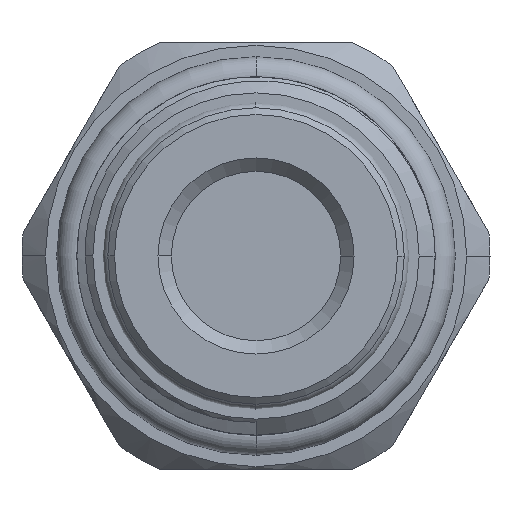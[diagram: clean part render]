
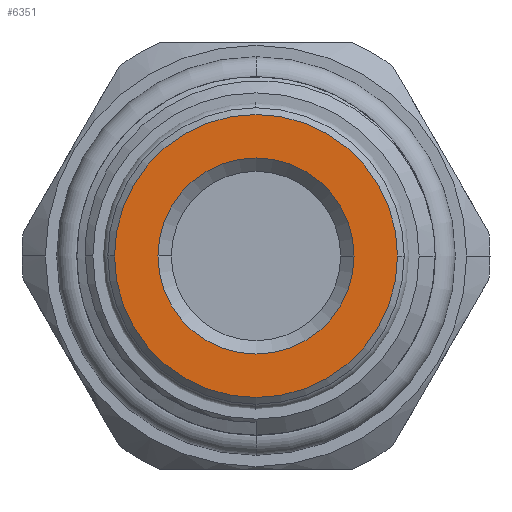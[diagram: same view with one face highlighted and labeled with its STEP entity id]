
A CAD part, left-side view. The second image highlights one B-rep face of the part: STEP entity #6351.
In plain terms, the highlighted planar face has unit normal (-1, 0, 0).
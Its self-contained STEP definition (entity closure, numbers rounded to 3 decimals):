
#8 = CIRCLE ( 'NONE', #3350, 7.35 ) ;
#314 = ORIENTED_EDGE ( 'NONE', *, *, #3671, .T. ) ;
#426 = AXIS2_PLACEMENT_3D ( 'NONE', #2192, #561, #1161 ) ;
#542 = ORIENTED_EDGE ( 'NONE', *, *, #2675, .F. ) ;
#561 = DIRECTION ( 'NONE',  ( -1., 0., 0. ) ) ;
#1026 = DIRECTION ( 'NONE',  ( -1., 0., 0. ) ) ;
#1149 = EDGE_CURVE ( 'NONE', #5976, #4265, #1307, .T. ) ;
#1161 = DIRECTION ( 'NONE',  ( 0., -1., 0. ) ) ;
#1201 = CIRCLE ( 'NONE', #426, 10.615 ) ;
#1265 = VERTEX_POINT ( 'NONE', #4277 ) ;
#1307 = CIRCLE ( 'NONE', #5474, 10.615 ) ;
#1310 = VERTEX_POINT ( 'NONE', #4294 ) ;
#1652 = ORIENTED_EDGE ( 'NONE', *, *, #2242, .F. ) ;
#1666 = AXIS2_PLACEMENT_3D ( 'NONE', #3842, #1684, #6995 ) ;
#1684 = DIRECTION ( 'NONE',  ( -1., 0., 0. ) ) ;
#1869 = FACE_BOUND ( 'NONE', #6505, .T. ) ;
#1946 = EDGE_LOOP ( 'NONE', ( #314, #2248 ) ) ;
#2192 = CARTESIAN_POINT ( 'NONE',  ( -65.05, 0., 0. ) ) ;
#2242 = EDGE_CURVE ( 'NONE', #1265, #1310, #4095, .T. ) ;
#2248 = ORIENTED_EDGE ( 'NONE', *, *, #1149, .T. ) ;
#2675 = EDGE_CURVE ( 'NONE', #1310, #1265, #8, .T. ) ;
#2992 = CARTESIAN_POINT ( 'NONE',  ( -65.05, 0., 0. ) ) ;
#3142 = DIRECTION ( 'NONE',  ( 0., -1., 0. ) ) ;
#3350 = AXIS2_PLACEMENT_3D ( 'NONE', #2992, #4650, #3487 ) ;
#3487 = DIRECTION ( 'NONE',  ( 0., 1., 0. ) ) ;
#3671 = EDGE_CURVE ( 'NONE', #4265, #5976, #1201, .T. ) ;
#3825 = CARTESIAN_POINT ( 'NONE',  ( -65.05, -10.615, 0. ) ) ;
#3842 = CARTESIAN_POINT ( 'NONE',  ( -65.05, 0., 0. ) ) ;
#4095 = CIRCLE ( 'NONE', #1666, 7.35 ) ;
#4158 = AXIS2_PLACEMENT_3D ( 'NONE', #6403, #5313, #3142 ) ;
#4265 = VERTEX_POINT ( 'NONE', #3825 ) ;
#4277 = CARTESIAN_POINT ( 'NONE',  ( -65.05, 7.35, 0. ) ) ;
#4294 = CARTESIAN_POINT ( 'NONE',  ( -65.05, -7.35, 0. ) ) ;
#4298 = CARTESIAN_POINT ( 'NONE',  ( -65.05, 0., 0. ) ) ;
#4650 = DIRECTION ( 'NONE',  ( -1., 0., 0. ) ) ;
#4681 = FACE_OUTER_BOUND ( 'NONE', #1946, .T. ) ;
#4854 = CARTESIAN_POINT ( 'NONE',  ( -65.05, 10.615, 0. ) ) ;
#5313 = DIRECTION ( 'NONE',  ( 1., 0., 0. ) ) ;
#5355 = PLANE ( 'NONE',  #4158 ) ;
#5474 = AXIS2_PLACEMENT_3D ( 'NONE', #4298, #1026, #6462 ) ;
#5976 = VERTEX_POINT ( 'NONE', #4854 ) ;
#6351 = ADVANCED_FACE ( 'NONE', ( #4681, #1869 ), #5355, .F. ) ;
#6403 = CARTESIAN_POINT ( 'NONE',  ( -65.05, 0., -11.115 ) ) ;
#6462 = DIRECTION ( 'NONE',  ( 0., -1., 0. ) ) ;
#6505 = EDGE_LOOP ( 'NONE', ( #1652, #542 ) ) ;
#6995 = DIRECTION ( 'NONE',  ( 0., 1., 0. ) ) ;
